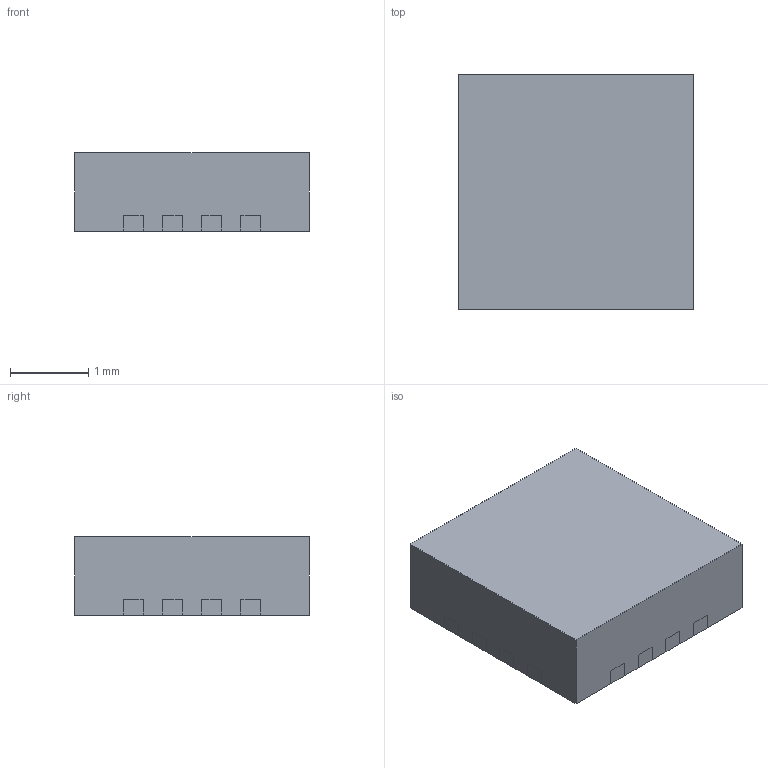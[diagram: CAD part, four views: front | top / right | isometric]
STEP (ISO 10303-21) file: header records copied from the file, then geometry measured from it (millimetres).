
FILE_DESCRIPTION(/* description */ (''),/* implementation_level */ '2;1');
FILE_NAME(/* name */ 'qfn50p-3mmx3mm-16 v0.step',/* time_stamp */ '2017-08-21T10:05:04-04:00',/* author */ (''),/* organization */ (''),/* preprocessor_version */ 'ST-DEVELOPER v16.13',/* originating_system */ 'Autodesk Translation Framework v6.1.1.50',/* authorisation */ '');
FILE_SCHEMA (('AUTOMOTIVE_DESIGN { 1 0 10303 214 3 1 1 }'));
Length unit declared in the file: millimetre
Products named in the file (3): qfn50p-3mmx3mm-16 v1; icbody; leads
Assembly tree (2 placements, depth 2):
  qfn50p-3mmx3mm-16 v1
    icbody
    leads
Bounding box: 3 x 3 x 1 mm (x, y, z)
Volume: 9 mm3; surface area: 48.2 mm2
Topology: 18 solids, 18 shells, 179 faces, 426 edges, 284 vertices
Faces by surface type: plane 179
Entity records: 5121 total; most frequent: CARTESIAN_POINT 894, ORIENTED_EDGE 852, DIRECTION 794, LINE 426, VECTOR 426, EDGE_CURVE 426, VERTEX_POINT 284, AXIS2_PLACEMENT_3D 184
